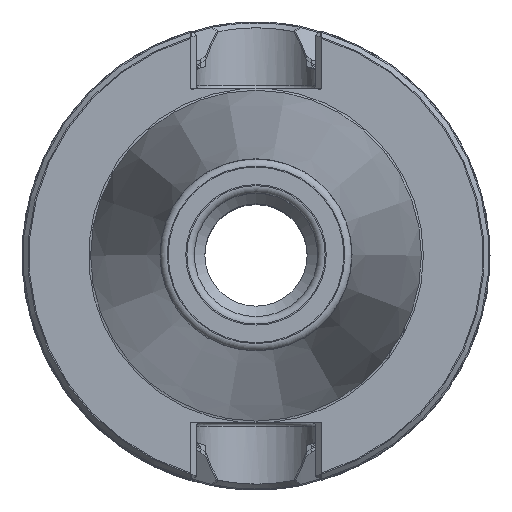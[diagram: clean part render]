
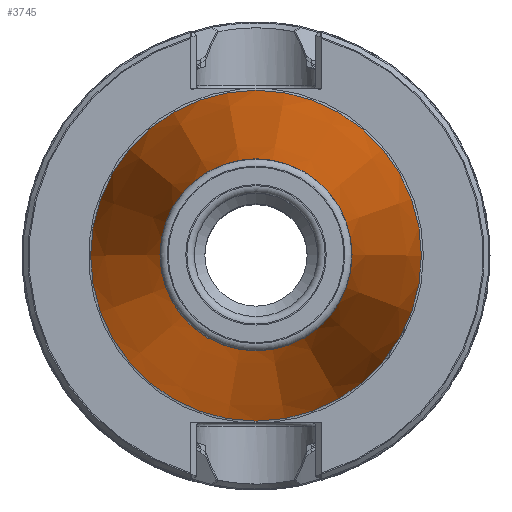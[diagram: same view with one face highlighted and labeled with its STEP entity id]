
A CAD part, top view. The second image highlights one B-rep face of the part: STEP entity #3745.
In plain terms, the highlighted conical face has half-angle 8.297 degrees and reference radius 12.867 mm.
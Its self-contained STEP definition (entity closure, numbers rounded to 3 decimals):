
#444=CONICAL_SURFACE('',#4034,12.867,0.145);
#999=ORIENTED_EDGE('',*,*,#1529,.T.);
#1000=ORIENTED_EDGE('',*,*,#1530,.T.);
#1529=EDGE_CURVE('',#1825,#1825,#1951,.F.);
#1530=EDGE_CURVE('',#1826,#1826,#1952,.T.);
#1825=VERTEX_POINT('',#5785);
#1826=VERTEX_POINT('',#5787);
#1951=CIRCLE('',#4035,12.992);
#1952=CIRCLE('',#4036,22.375);
#2115=EDGE_LOOP('',(#999));
#2116=EDGE_LOOP('',(#1000));
#2339=FACE_BOUND('',#2115,.T.);
#2340=FACE_BOUND('',#2116,.T.);
#3745=ADVANCED_FACE('',(#2339,#2340),#444,.T.);
#4034=AXIS2_PLACEMENT_3D('',#5783,#4652,#4653);
#4035=AXIS2_PLACEMENT_3D('',#5784,#4654,#4655);
#4036=AXIS2_PLACEMENT_3D('',#5786,#4656,#4657);
#4652=DIRECTION('',(0.,0.,-1.));
#4653=DIRECTION('',(-1.,0.,0.));
#4654=DIRECTION('',(0.,0.,1.));
#4655=DIRECTION('',(1.,0.,0.));
#4656=DIRECTION('',(0.,0.,1.));
#4657=DIRECTION('',(1.,0.,0.));
#5783=CARTESIAN_POINT('',(0.,0.,65.6));
#5784=CARTESIAN_POINT('',(0.,0.,64.744));
#5785=CARTESIAN_POINT('',(12.992,0.,64.744));
#5786=CARTESIAN_POINT('',(0.,0.,0.4));
#5787=CARTESIAN_POINT('',(22.375,0.,0.4));
